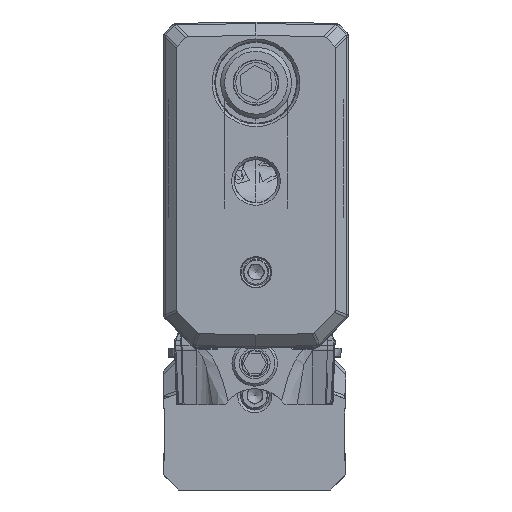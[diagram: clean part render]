
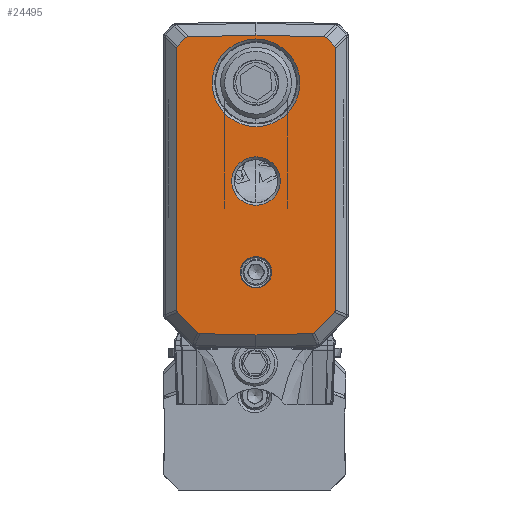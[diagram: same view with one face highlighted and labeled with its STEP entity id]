
A CAD part, front view. The second image highlights one B-rep face of the part: STEP entity #24495.
In plain terms, the highlighted planar face has unit normal (0, -1, 0).
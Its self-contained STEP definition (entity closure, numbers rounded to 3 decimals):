
#14989=FACE_BOUND('',#37513,.T.);
#14990=FACE_BOUND('',#37514,.T.);
#14991=FACE_BOUND('',#37515,.T.);
#14992=FACE_BOUND('',#37516,.T.);
#19562=PLANE('',#116767);
#24495=ADVANCED_FACE('',(#14989,#14990,#14991,#14992),#19562,.T.);
#37513=EDGE_LOOP('',(#75895,#75896,#75897,#75898,#75899,#75900,#75901,#75902,
#75903,#75904,#75905,#75906,#75907,#75908,#75909,#75910,#75911,#75912));
#37514=EDGE_LOOP('',(#75913));
#37515=EDGE_LOOP('',(#75914));
#37516=EDGE_LOOP('',(#75915));
#45149=LINE('',#192700,#53403);
#45150=LINE('',#192702,#53404);
#45151=LINE('',#192704,#53405);
#45152=LINE('',#192706,#53406);
#45153=LINE('',#192712,#53407);
#45155=LINE('',#192716,#53409);
#45156=LINE('',#192718,#53410);
#45158=LINE('',#192722,#53412);
#45162=LINE('',#192757,#53416);
#45163=LINE('',#192758,#53417);
#53403=VECTOR('',#137296,1.);
#53404=VECTOR('',#137299,1.);
#53405=VECTOR('',#137302,1.);
#53406=VECTOR('',#137305,1.);
#53407=VECTOR('',#137314,1.);
#53409=VECTOR('',#137318,1.);
#53410=VECTOR('',#137321,1.);
#53412=VECTOR('',#137325,1.);
#53416=VECTOR('',#137365,1.);
#53417=VECTOR('',#137366,1.);
#75895=ORIENTED_EDGE('',*,*,#101590,.T.);
#75896=ORIENTED_EDGE('',*,*,#101484,.T.);
#75897=ORIENTED_EDGE('',*,*,#101585,.T.);
#75898=ORIENTED_EDGE('',*,*,#101481,.T.);
#75899=ORIENTED_EDGE('',*,*,#101593,.T.);
#75900=ORIENTED_EDGE('',*,*,#101607,.T.);
#75901=ORIENTED_EDGE('',*,*,#101463,.T.);
#75902=ORIENTED_EDGE('',*,*,#101586,.T.);
#75903=ORIENTED_EDGE('',*,*,#101466,.T.);
#75904=ORIENTED_EDGE('',*,*,#101591,.T.);
#75905=ORIENTED_EDGE('',*,*,#101469,.T.);
#75906=ORIENTED_EDGE('',*,*,#101584,.T.);
#75907=ORIENTED_EDGE('',*,*,#101472,.T.);
#75908=ORIENTED_EDGE('',*,*,#101608,.T.);
#75909=ORIENTED_EDGE('',*,*,#101588,.T.);
#75910=ORIENTED_EDGE('',*,*,#101475,.T.);
#75911=ORIENTED_EDGE('',*,*,#101583,.T.);
#75912=ORIENTED_EDGE('',*,*,#101478,.T.);
#75913=ORIENTED_EDGE('',*,*,#100984,.T.);
#75914=ORIENTED_EDGE('',*,*,#100986,.T.);
#75915=ORIENTED_EDGE('',*,*,#100980,.T.);
#88838=VERTEX_POINT('',#188429);
#88842=VERTEX_POINT('',#188465);
#88844=VERTEX_POINT('',#188470);
#89165=VERTEX_POINT('',#192311);
#89166=VERTEX_POINT('',#192313);
#89167=VERTEX_POINT('',#192317);
#89168=VERTEX_POINT('',#192319);
#89169=VERTEX_POINT('',#192323);
#89170=VERTEX_POINT('',#192325);
#89171=VERTEX_POINT('',#192329);
#89172=VERTEX_POINT('',#192331);
#89173=VERTEX_POINT('',#192335);
#89174=VERTEX_POINT('',#192337);
#89175=VERTEX_POINT('',#192341);
#89176=VERTEX_POINT('',#192343);
#89177=VERTEX_POINT('',#192347);
#89178=VERTEX_POINT('',#192349);
#89179=VERTEX_POINT('',#192353);
#89180=VERTEX_POINT('',#192355);
#89232=VERTEX_POINT('',#192713);
#89233=VERTEX_POINT('',#192721);
#100980=EDGE_CURVE('',#88838,#88838,#107525,.T.);
#100984=EDGE_CURVE('',#88842,#88842,#107527,.T.);
#100986=EDGE_CURVE('',#88844,#88844,#107529,.T.);
#101463=EDGE_CURVE('',#89165,#89166,#105417,.T.);
#101466=EDGE_CURVE('',#89167,#89168,#105418,.T.);
#101469=EDGE_CURVE('',#89169,#89170,#105419,.T.);
#101472=EDGE_CURVE('',#89171,#89172,#105420,.T.);
#101475=EDGE_CURVE('',#89173,#89174,#105421,.T.);
#101478=EDGE_CURVE('',#89175,#89176,#105422,.T.);
#101481=EDGE_CURVE('',#89177,#89178,#105423,.T.);
#101484=EDGE_CURVE('',#89179,#89180,#105424,.T.);
#101583=EDGE_CURVE('',#89174,#89175,#45149,.T.);
#101584=EDGE_CURVE('',#89170,#89171,#45150,.T.);
#101585=EDGE_CURVE('',#89180,#89177,#45151,.T.);
#101586=EDGE_CURVE('',#89166,#89167,#45152,.T.);
#101588=EDGE_CURVE('',#89232,#89173,#45153,.T.);
#101590=EDGE_CURVE('',#89176,#89179,#45155,.T.);
#101591=EDGE_CURVE('',#89168,#89169,#45156,.T.);
#101593=EDGE_CURVE('',#89178,#89233,#45158,.T.);
#101607=EDGE_CURVE('',#89233,#89165,#45162,.T.);
#101608=EDGE_CURVE('',#89172,#89232,#45163,.T.);
#105417=ELLIPSE('',#116657,0.859,0.5);
#105418=ELLIPSE('',#116659,0.859,0.5);
#105419=ELLIPSE('',#116661,0.736,0.5);
#105420=ELLIPSE('',#116663,0.735,0.5);
#105421=ELLIPSE('',#116665,0.735,0.5);
#105422=ELLIPSE('',#116667,0.736,0.5);
#105423=ELLIPSE('',#116669,0.859,0.5);
#105424=ELLIPSE('',#116671,0.859,0.5);
#107525=CIRCLE('',#116389,2.4);
#107527=CIRCLE('',#116393,1.55);
#107529=CIRCLE('',#116396,4.323);
#116389=AXIS2_PLACEMENT_3D('',#188428,#136339,#136340);
#116393=AXIS2_PLACEMENT_3D('',#188464,#136347,#136348);
#116396=AXIS2_PLACEMENT_3D('',#188469,#136353,#136354);
#116657=AXIS2_PLACEMENT_3D('',#192314,#137072,#137073);
#116659=AXIS2_PLACEMENT_3D('',#192320,#137078,#137079);
#116661=AXIS2_PLACEMENT_3D('',#192326,#137084,#137085);
#116663=AXIS2_PLACEMENT_3D('',#192332,#137090,#137091);
#116665=AXIS2_PLACEMENT_3D('',#192338,#137096,#137097);
#116667=AXIS2_PLACEMENT_3D('',#192344,#137102,#137103);
#116669=AXIS2_PLACEMENT_3D('',#192350,#137108,#137109);
#116671=AXIS2_PLACEMENT_3D('',#192356,#137114,#137115);
#116767=AXIS2_PLACEMENT_3D('',#192759,#137367,#137368);
#136339=DIRECTION('',(0.,1.,0.));
#136340=DIRECTION('',(0.,0.,-1.));
#136347=DIRECTION('',(0.,1.,0.));
#136348=DIRECTION('',(0.,0.,-1.));
#136353=DIRECTION('',(0.,1.,0.));
#136354=DIRECTION('',(0.,0.,-1.));
#137072=DIRECTION('',(0.,-1.,0.));
#137073=DIRECTION('',(0.716,0.,-0.698));
#137078=DIRECTION('',(0.,-1.,0.));
#137079=DIRECTION('',(0.716,0.,-0.698));
#137084=DIRECTION('',(0.,-1.,0.));
#137085=DIRECTION('',(-0.926,0.,-0.379));
#137090=DIRECTION('',(0.,-1.,0.));
#137091=DIRECTION('',(-0.398,0.,-0.917));
#137096=DIRECTION('',(0.,-1.,0.));
#137097=DIRECTION('',(-0.398,0.,0.917));
#137102=DIRECTION('',(0.,-1.,0.));
#137103=DIRECTION('',(-0.926,0.,0.379));
#137108=DIRECTION('',(0.,-1.,0.));
#137109=DIRECTION('',(0.716,0.,0.698));
#137114=DIRECTION('',(0.,-1.,0.));
#137115=DIRECTION('',(0.716,0.,0.698));
#137296=DIRECTION('',(0.701,0.,0.713));
#137299=DIRECTION('',(0.701,0.,-0.713));
#137302=DIRECTION('',(-0.698,0.,0.716));
#137305=DIRECTION('',(-0.698,0.,-0.716));
#137314=DIRECTION('',(1.,0.,0.025));
#137318=DIRECTION('',(0.,0.,1.));
#137321=DIRECTION('',(0.,0.,-1.));
#137325=DIRECTION('',(-1.,0.,0.025));
#137365=DIRECTION('',(-1.,0.,-0.025));
#137366=DIRECTION('',(1.,0.,-0.025));
#137367=DIRECTION('',(0.,-1.,0.));
#137368=DIRECTION('',(0.,0.,-1.));
#188428=CARTESIAN_POINT('',(0.125,-28.5,-15.7));
#188429=CARTESIAN_POINT('',(0.125,-28.5,-18.1));
#188464=CARTESIAN_POINT('',(0.125,-28.5,-24.7));
#188465=CARTESIAN_POINT('',(0.125,-28.5,-26.25));
#188469=CARTESIAN_POINT('',(0.125,-28.5,-6.));
#188470=CARTESIAN_POINT('',(0.125,-28.5,-10.323));
#192311=CARTESIAN_POINT('',(-6.564,-28.5,-1.465));
#192313=CARTESIAN_POINT('',(-6.816,-28.5,-1.564));
#192314=CARTESIAN_POINT('',(-6.201,-28.5,-2.163));
#192317=CARTESIAN_POINT('',(-7.608,-28.5,-2.375));
#192319=CARTESIAN_POINT('',(-7.7,-28.5,-2.63));
#192320=CARTESIAN_POINT('',(-6.993,-28.5,-2.975));
#192323=CARTESIAN_POINT('',(-7.7,-28.5,-28.416));
#192325=CARTESIAN_POINT('',(-7.599,-28.5,-28.664));
#192326=CARTESIAN_POINT('',(-6.993,-28.5,-28.272));
#192329=CARTESIAN_POINT('',(-5.639,-28.5,-30.658));
#192331=CARTESIAN_POINT('',(-5.396,-28.5,-30.764));
#192332=CARTESIAN_POINT('',(-5.235,-28.5,-30.06));
#192335=CARTESIAN_POINT('',(5.646,-28.5,-30.764));
#192337=CARTESIAN_POINT('',(5.889,-28.5,-30.658));
#192338=CARTESIAN_POINT('',(5.485,-28.5,-30.06));
#192341=CARTESIAN_POINT('',(7.849,-28.5,-28.664));
#192343=CARTESIAN_POINT('',(7.95,-28.5,-28.416));
#192344=CARTESIAN_POINT('',(7.243,-28.5,-28.272));
#192347=CARTESIAN_POINT('',(7.066,-28.5,-1.564));
#192349=CARTESIAN_POINT('',(6.814,-28.5,-1.465));
#192350=CARTESIAN_POINT('',(6.451,-28.5,-2.163));
#192353=CARTESIAN_POINT('',(7.95,-28.5,-2.63));
#192355=CARTESIAN_POINT('',(7.858,-28.5,-2.375));
#192356=CARTESIAN_POINT('',(7.243,-28.5,-2.975));
#192700=CARTESIAN_POINT('',(-2.196,-28.5,-38.886));
#192702=CARTESIAN_POINT('',(-6.519,-28.5,-29.762));
#192704=CARTESIAN_POINT('',(14.544,-28.5,-9.227));
#192706=CARTESIAN_POINT('',(-23.195,-28.5,-18.349));
#192712=CARTESIAN_POINT('',(-9.027,-28.5,-31.126));
#192713=CARTESIAN_POINT('',(0.125,-28.5,-30.9));
#192716=CARTESIAN_POINT('',(7.95,-28.5,-32.2));
#192718=CARTESIAN_POINT('',(-7.7,-28.5,-32.2));
#192721=CARTESIAN_POINT('',(0.125,-28.5,-1.3));
#192722=CARTESIAN_POINT('',(-8.232,-28.5,-1.094));
#192757=CARTESIAN_POINT('',(-9.757,-28.5,-1.544));
#192758=CARTESIAN_POINT('',(-8.962,-28.5,-30.676));
#192759=CARTESIAN_POINT('',(-9.,-28.5,-32.2));
